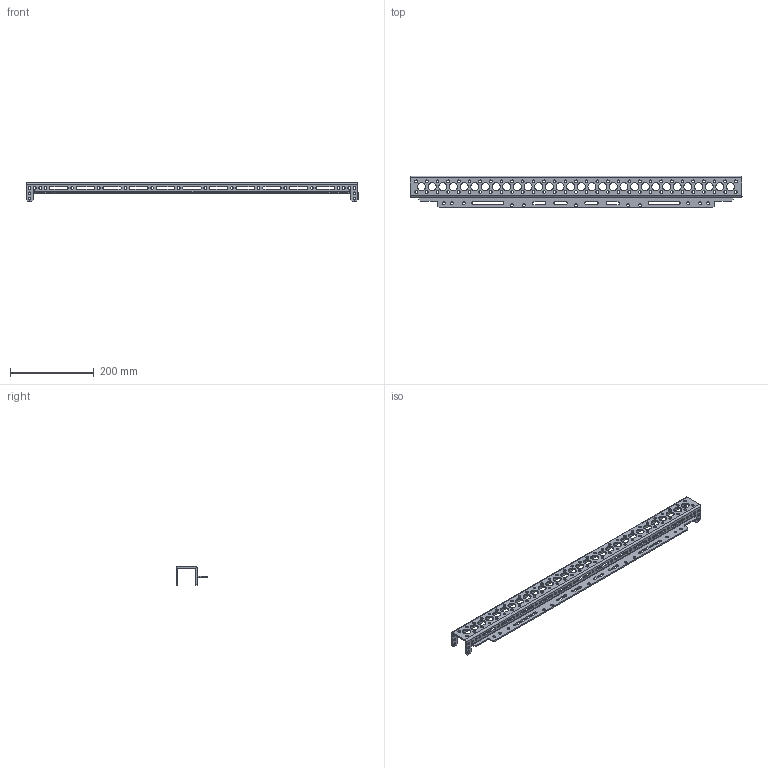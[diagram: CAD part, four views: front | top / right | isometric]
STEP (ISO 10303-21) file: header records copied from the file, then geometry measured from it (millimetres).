
FILE_DESCRIPTION (( 'STEP AP203' ), '1' );
FILE_NAME ('217-2593-001 Rev3.STEP', '2013-01-10T20:53:36', ( '' ), ( '' ), 'SwSTEP 2.0', 'SolidWorks 2012', '' );
FILE_SCHEMA (( 'CONFIG_CONTROL_DESIGN' ));
Length unit declared in the file: inch
Products named in the file (1): 217-2593-001 Rev3
Bounding box: 791.31 x 76.2 x 44.45 mm (x, y, z)
Volume: 218572.4 mm3; surface area: 165730.1 mm2
Topology: 1 solids, 1 shells, 468 faces, 1374 edges, 908 vertices
Faces by surface type: cylinder 364, plane 104
Entity records: 16693 total; most frequent: DIRECTION 3040, CARTESIAN_POINT 2751, ORIENTED_EDGE 2748, EDGE_CURVE 1374, AXIS2_PLACEMENT_3D 1197, VERTEX_POINT 908, EDGE_LOOP 818, CIRCLE 728
